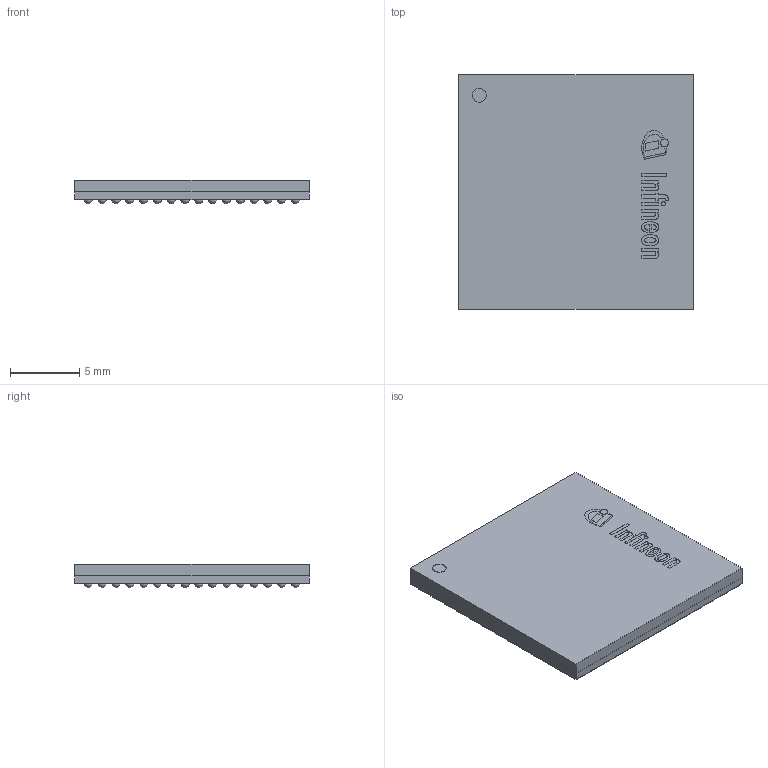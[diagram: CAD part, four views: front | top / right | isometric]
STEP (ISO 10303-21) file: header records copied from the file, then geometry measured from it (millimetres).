
FILE_DESCRIPTION(/* description */ (''),/* implementation_level */ '2;1');
FILE_NAME(/* name */ 'PG-LBGA-208-5_Z8B00169992_V02_3D.stp',/* time_stamp */ '2021-08-05T18:34:45+05:00',/* author */ ('janartha'),/* organization */ (''),/* preprocessor_version */ 'ST-DEVELOPER v16.13',/* originating_system */ 'AutoCAD Mechanical',/* authorisation */ '');
FILE_SCHEMA (('AUTOMOTIVE_DESIGN { 1 0 10303 214 3 1 1 }'));
Length unit declared in the file: millimetre
Products named in the file (1): Product
Bounding box: 17 x 17 x 1.71 mm (x, y, z)
Volume: 416.4 mm3; surface area: 2019.3 mm2
Topology: 225 solids, 225 shells, 555 faces, 1144 edges, 832 vertices
Faces by surface type: plane 324, sphere 208, bspline 18, cylinder 5
Full cylindrical faces by diameter (mm): 0.289 x1, 0.58 x1, 1 x2
Entity records: 10102 total; most frequent: CARTESIAN_POINT 1914, DIRECTION 1774, ORIENTED_EDGE 1032, AXIS2_PLACEMENT_3D 756, EDGE_LOOP 564, FACE_OUTER_BOUND 555, ADVANCED_FACE 555, EDGE_CURVE 516
